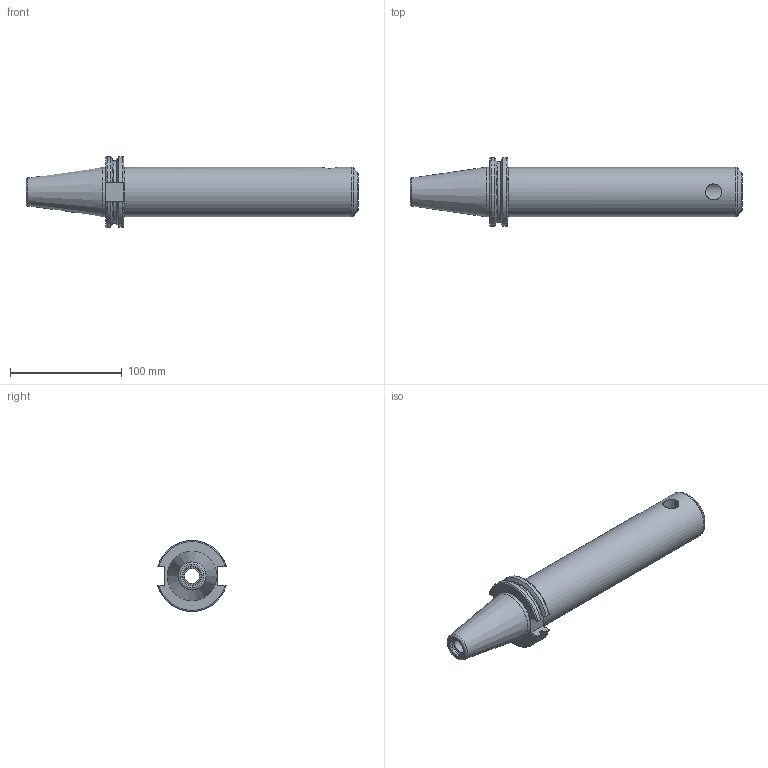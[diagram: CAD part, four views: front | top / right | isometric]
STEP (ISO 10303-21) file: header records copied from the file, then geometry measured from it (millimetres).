
FILE_DESCRIPTION(/* description */ (''),/* implementation_level */ '2;1');
FILE_NAME(/* name */ 'CAT40-EM075-0900.stp',/* time_stamp */ '2019-07-16T11:25:37-05:00',/* author */ ('ldfli'),/* organization */ ('Pioneer N.A.'),/* preprocessor_version */ 'ST-DEVELOPER v18',/* originating_system */ 'Autodesk Inventor LT',/* authorisation */ '');
FILE_SCHEMA (('AUTOMOTIVE_DESIGN { 1 0 10303 214 3 1 1 }'));
Length unit declared in the file: millimetre
Products named in the file (1): CAT40-EM075-0900
Bounding box: 296.85 x 61.14 x 63.31 mm (x, y, z)
Volume: 376486.7 mm3; surface area: 59974.2 mm2
Topology: 1 solids, 1 shells, 87 faces, 247 edges, 166 vertices
Faces by surface type: plane 33, bspline 16, cylinder 15, torus 15, cone 8
Full cylindrical faces by diameter (mm): 10 x1, 13.386 x1, 14.351 x1, 16.3 x1, 16.8 x1, 19.05 x1, 20.05 x1, 44.45 x2
Entity records: 3685 total; most frequent: CARTESIAN_POINT 1467, ORIENTED_EDGE 492, DIRECTION 416, EDGE_CURVE 246, VERTEX_POINT 166, AXIS2_PLACEMENT_3D 159, LINE 98, VECTOR 98
